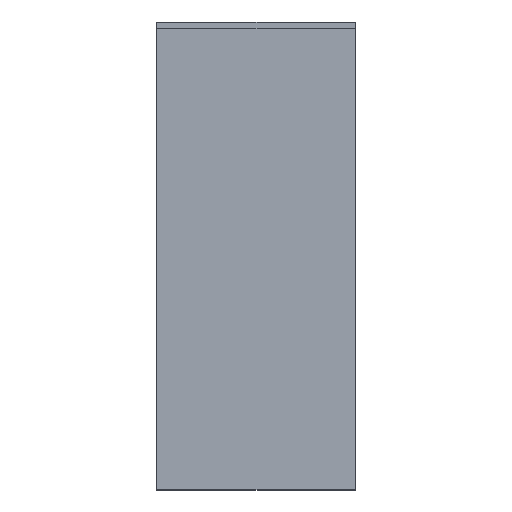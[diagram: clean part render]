
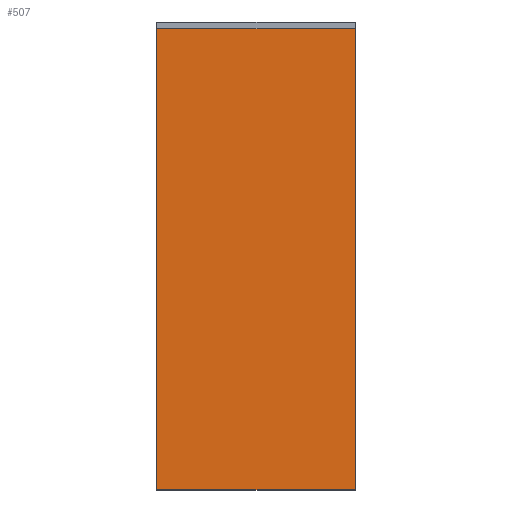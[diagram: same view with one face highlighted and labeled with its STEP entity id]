
A CAD part, left-side view. The second image highlights one B-rep face of the part: STEP entity #507.
In plain terms, the highlighted planar face has unit normal (-1, 0, 0).
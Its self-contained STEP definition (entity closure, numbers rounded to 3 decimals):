
#55 = CARTESIAN_POINT ( 'NONE',  ( 92., -21.5, -98.49 ) ) ;
#80 = ORIENTED_EDGE ( 'NONE', *, *, #1165, .F. ) ;
#115 = CARTESIAN_POINT ( 'NONE',  ( 92., 21.5, -0.01 ) ) ;
#128 = CARTESIAN_POINT ( 'NONE',  ( 92., 21.5, -98.49 ) ) ;
#133 = ORIENTED_EDGE ( 'NONE', *, *, #1174, .F. ) ;
#227 = CARTESIAN_POINT ( 'NONE',  ( 92., 21.5, -0.01 ) ) ;
#252 = CARTESIAN_POINT ( 'NONE',  ( 92., 21.5, -100. ) ) ;
#308 = DIRECTION ( 'NONE',  ( 0., 0., -1. ) ) ;
#312 = CARTESIAN_POINT ( 'NONE',  ( 92., -21.5, -100. ) ) ;
#390 = VERTEX_POINT ( 'NONE', #312 ) ;
#484 = LINE ( 'NONE', #128, #3126 ) ;
#507 = ADVANCED_FACE ( 'NONE', ( #2108 ), #2420, .F. ) ;
#625 = DIRECTION ( 'NONE',  ( 0., -1., 0. ) ) ;
#748 = VECTOR ( 'NONE', #625, 1000. ) ;
#834 = LINE ( 'NONE', #2448, #2395 ) ;
#862 = CARTESIAN_POINT ( 'NONE',  ( 92., 21.5, -98.49 ) ) ;
#1072 = EDGE_CURVE ( 'NONE', #1670, #390, #1166, .T. ) ;
#1136 = DIRECTION ( 'NONE',  ( 0., 0., -1. ) ) ;
#1165 = EDGE_CURVE ( 'NONE', #2823, #1670, #1456, .T. ) ;
#1166 = LINE ( 'NONE', #55, #3109 ) ;
#1174 = EDGE_CURVE ( 'NONE', #390, #2101, #834, .T. ) ;
#1199 = EDGE_CURVE ( 'NONE', #2101, #2823, #484, .T. ) ;
#1434 = DIRECTION ( 'NONE',  ( 0., 0., 1. ) ) ;
#1456 = LINE ( 'NONE', #115, #748 ) ;
#1670 = VERTEX_POINT ( 'NONE', #3070 ) ;
#1680 = AXIS2_PLACEMENT_3D ( 'NONE', #862, #2658, #1136 ) ;
#2093 = EDGE_LOOP ( 'NONE', ( #2719, #80, #2118, #133 ) ) ;
#2101 = VERTEX_POINT ( 'NONE', #252 ) ;
#2108 = FACE_OUTER_BOUND ( 'NONE', #2093, .T. ) ;
#2118 = ORIENTED_EDGE ( 'NONE', *, *, #1199, .F. ) ;
#2395 = VECTOR ( 'NONE', #2681, 1000. ) ;
#2420 = PLANE ( 'NONE',  #1680 ) ;
#2448 = CARTESIAN_POINT ( 'NONE',  ( 92., -23.635, -100. ) ) ;
#2658 = DIRECTION ( 'NONE',  ( 1., 0., 0. ) ) ;
#2681 = DIRECTION ( 'NONE',  ( 0., 1., 0. ) ) ;
#2719 = ORIENTED_EDGE ( 'NONE', *, *, #1072, .F. ) ;
#2823 = VERTEX_POINT ( 'NONE', #227 ) ;
#3070 = CARTESIAN_POINT ( 'NONE',  ( 92., -21.5, -0.01 ) ) ;
#3109 = VECTOR ( 'NONE', #308, 1000. ) ;
#3126 = VECTOR ( 'NONE', #1434, 1000. ) ;
